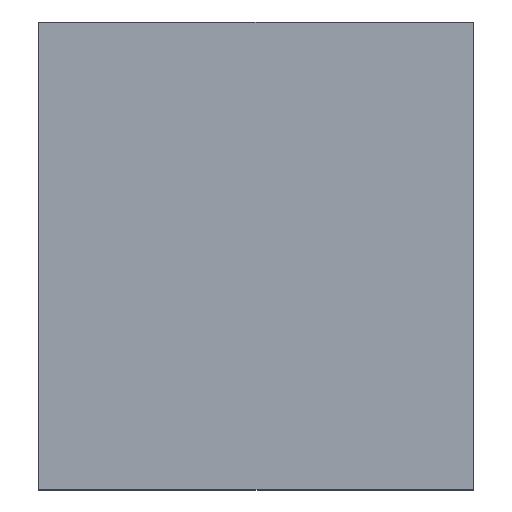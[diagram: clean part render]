
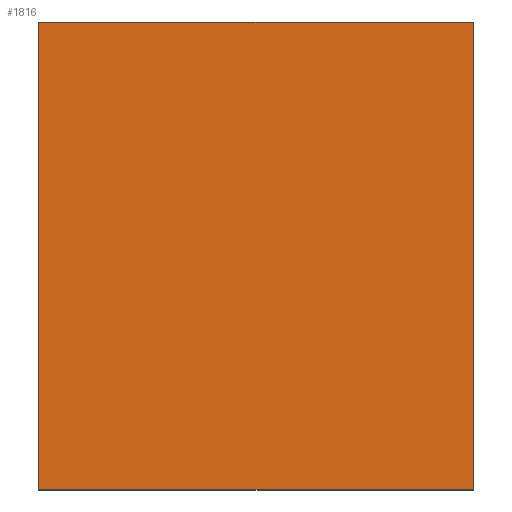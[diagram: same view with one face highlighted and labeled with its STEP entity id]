
A CAD part, top view. The second image highlights one B-rep face of the part: STEP entity #1816.
In plain terms, the highlighted planar face has unit normal (0, 0, 1).
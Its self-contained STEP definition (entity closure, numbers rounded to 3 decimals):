
#145=PLANE('',#1959);
#251=FACE_OUTER_BOUND('',#378,.T.);
#378=EDGE_LOOP('',(#1687,#1688,#1689,#1690));
#578=LINE('',#3086,#783);
#580=LINE('',#3090,#785);
#582=LINE('',#3094,#787);
#584=LINE('',#3097,#789);
#783=VECTOR('',#2407,10.);
#785=VECTOR('',#2411,10.);
#787=VECTOR('',#2415,10.);
#789=VECTOR('',#2419,10.);
#962=VERTEX_POINT('',#3083);
#963=VERTEX_POINT('',#3085);
#964=VERTEX_POINT('',#3089);
#965=VERTEX_POINT('',#3093);
#1202=EDGE_CURVE('',#963,#962,#578,.T.);
#1204=EDGE_CURVE('',#964,#963,#580,.T.);
#1206=EDGE_CURVE('',#965,#964,#582,.T.);
#1208=EDGE_CURVE('',#962,#965,#584,.T.);
#1687=ORIENTED_EDGE('',*,*,#1208,.T.);
#1688=ORIENTED_EDGE('',*,*,#1206,.T.);
#1689=ORIENTED_EDGE('',*,*,#1204,.T.);
#1690=ORIENTED_EDGE('',*,*,#1202,.T.);
#1816=ADVANCED_FACE('',(#251),#145,.T.);
#1959=AXIS2_PLACEMENT_3D('',#3098,#2420,#2421);
#2407=DIRECTION('',(-1.,0.,0.));
#2411=DIRECTION('',(0.,1.,0.));
#2415=DIRECTION('',(1.,0.,0.));
#2419=DIRECTION('',(0.,-1.,0.));
#2420=DIRECTION('center_axis',(0.,0.,1.));
#2421=DIRECTION('ref_axis',(1.,0.,0.));
#3083=CARTESIAN_POINT('',(-26.,28.,37.));
#3085=CARTESIAN_POINT('',(26.,28.,37.));
#3086=CARTESIAN_POINT('',(26.,28.,37.));
#3089=CARTESIAN_POINT('',(26.,-28.,37.));
#3090=CARTESIAN_POINT('',(26.,-28.,37.));
#3093=CARTESIAN_POINT('',(-26.,-28.,37.));
#3094=CARTESIAN_POINT('',(-26.,-28.,37.));
#3097=CARTESIAN_POINT('',(-26.,28.,37.));
#3098=CARTESIAN_POINT('Origin',(0.,0.,
37.));
